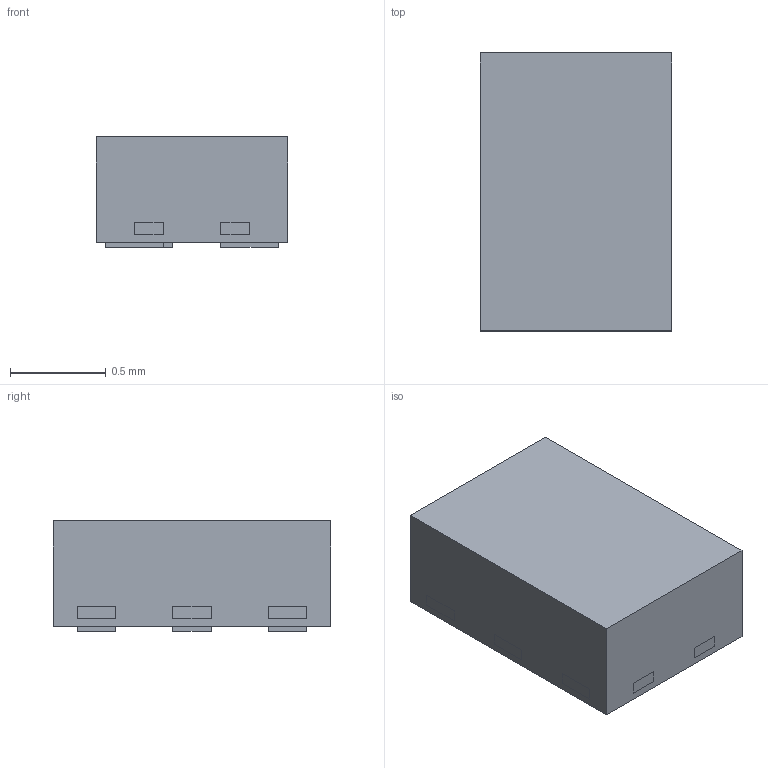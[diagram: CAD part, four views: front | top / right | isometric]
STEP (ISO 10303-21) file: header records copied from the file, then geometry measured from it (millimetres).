
FILE_DESCRIPTION((''),'2;1');
FILE_NAME('DRY0006A_ASM','2018-01-23T07:26:51',('a0412086'),(''),'CREO PARAMETRIC BY PTC INC, 2017260','CREO PARAMETRIC BY PTC INC, 2017260','');
FILE_SCHEMA(('AUTOMOTIVE_DESIGN { 1 0 10303 214 1 1 1 1 }'));
Length unit declared in the file: millimetre
Products named in the file (4): BODY-SON; FRAME-DRY0006A; PIN1-ID; DRY0006A_ASM
Assembly tree (3 placements, depth 2):
  DRY0006A_ASM
    BODY-SON
    FRAME-DRY0006A
    PIN1-ID
Bounding box: 1 x 1.45 x 0.57 mm (x, y, z)
Volume: 0.8 mm3; surface area: 8.2 mm2
Topology: 7 solids, 7 shells, 114 faces, 312 edges, 208 vertices
Faces by surface type: plane 114
Entity records: 4991 total; most frequent: CARTESIAN_POINT 684, ORIENTED_EDGE 624, DIRECTION 606, PRESENTATION_STYLE_ASSIGNMENT 325, STYLED_ITEM 319, VECTOR 312, LINE 312, CURVE_STYLE 312
